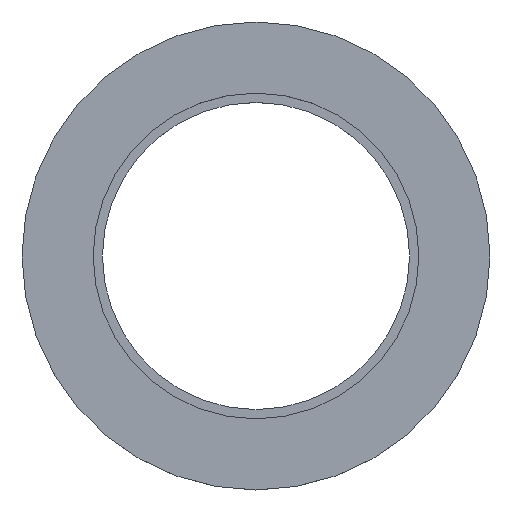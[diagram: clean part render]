
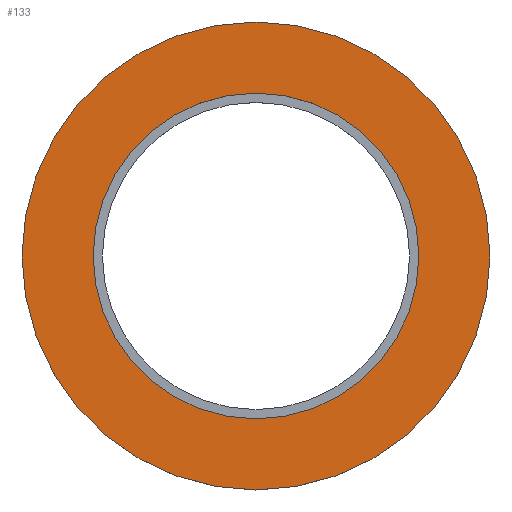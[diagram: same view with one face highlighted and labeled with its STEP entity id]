
A CAD part, top view. The second image highlights one B-rep face of the part: STEP entity #133.
In plain terms, the highlighted planar face has unit normal (0, 0, 1).
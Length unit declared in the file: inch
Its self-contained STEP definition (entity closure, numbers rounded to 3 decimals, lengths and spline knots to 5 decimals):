
#33=FACE_BOUND('',#55,.T.);
#42=FACE_OUTER_BOUND('',#54,.T.);
#54=EDGE_LOOP('',(#119));
#55=EDGE_LOOP('',(#120));
#60=CIRCLE('',#164,1.0275);
#65=CIRCLE('',#173,1.4765);
#70=VERTEX_POINT('',#235);
#75=VERTEX_POINT('',#251);
#82=EDGE_CURVE('',#70,#70,#60,.T.);
#90=EDGE_CURVE('',#75,#75,#65,.T.);
#119=ORIENTED_EDGE('',*,*,#90,.F.);
#120=ORIENTED_EDGE('',*,*,#82,.T.);
#124=PLANE('',#174);
#133=ADVANCED_FACE('',(#42,#33),#124,.F.);
#164=AXIS2_PLACEMENT_3D('',#236,#195,#196);
#173=AXIS2_PLACEMENT_3D('',#253,#216,#217);
#174=AXIS2_PLACEMENT_3D('',#254,#218,#219);
#195=DIRECTION('center_axis',(0.,0.,-1.));
#196=DIRECTION('ref_axis',(-1.,0.,0.));
#216=DIRECTION('center_axis',(0.,0.,-1.));
#217=DIRECTION('ref_axis',(-1.,0.,0.));
#218=DIRECTION('center_axis',(0.,0.,-1.));
#219=DIRECTION('ref_axis',(-1.,0.,0.));
#235=CARTESIAN_POINT('',(1.0275,0.,0.));
#236=CARTESIAN_POINT('Origin',(0.,0.,0.));
#251=CARTESIAN_POINT('',(1.4765,0.,0.));
#253=CARTESIAN_POINT('Origin',(0.,0.,0.));
#254=CARTESIAN_POINT('Origin',(0.,0.,0.));
